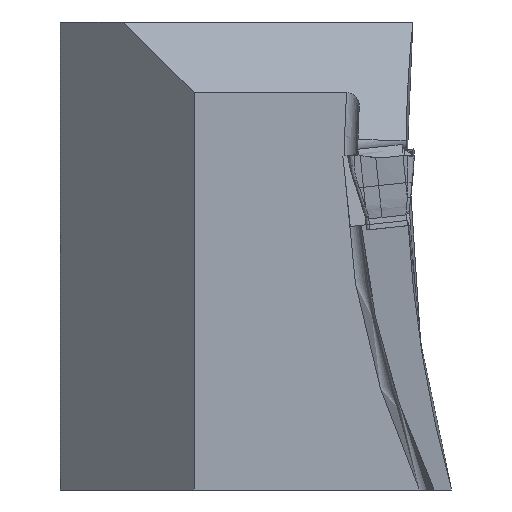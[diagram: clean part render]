
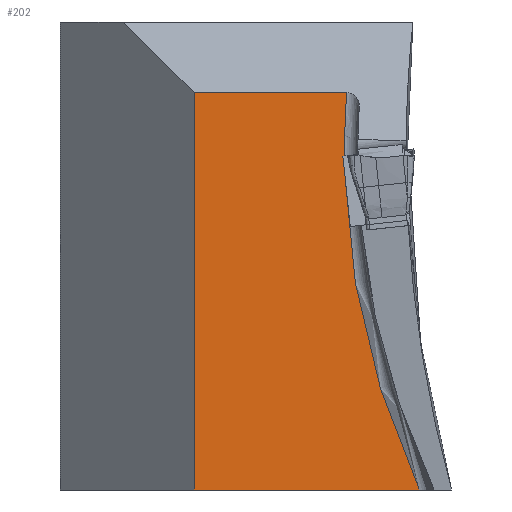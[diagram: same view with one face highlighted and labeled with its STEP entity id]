
A CAD part, left-side view. The second image highlights one B-rep face of the part: STEP entity #202.
In plain terms, the highlighted planar face has unit normal (-1, 0, 0).
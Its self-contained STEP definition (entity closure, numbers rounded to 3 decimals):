
#170=PLANE('',#2568);
#202=ADVANCED_FACE('',(#336),#170,.F.);
#336=FACE_OUTER_BOUND('',#460,.T.);
#460=EDGE_LOOP('',(#949,#950,#951,#952,#953,#954,#955));
#574=CIRCLE('',#2548,60.);
#577=CIRCLE('',#2567,60.);
#949=ORIENTED_EDGE('',*,*,#1957,.F.);
#950=ORIENTED_EDGE('',*,*,#1993,.F.);
#951=ORIENTED_EDGE('',*,*,#1994,.F.);
#952=ORIENTED_EDGE('',*,*,#1961,.T.);
#953=ORIENTED_EDGE('',*,*,#1995,.F.);
#954=ORIENTED_EDGE('',*,*,#1996,.F.);
#955=ORIENTED_EDGE('',*,*,#1997,.F.);
#1682=VERTEX_POINT('',#2881);
#1683=VERTEX_POINT('',#2883);
#1684=VERTEX_POINT('',#2918);
#1685=VERTEX_POINT('',#2920);
#1706=VERTEX_POINT('',#3010);
#1707=VERTEX_POINT('',#3013);
#1708=VERTEX_POINT('',#3015);
#1957=EDGE_CURVE('',#1682,#1683,#574,.T.);
#1961=EDGE_CURVE('',#1685,#1684,#2344,.T.);
#1993=EDGE_CURVE('',#1706,#1682,#2367,.T.);
#1994=EDGE_CURVE('',#1685,#1706,#2368,.T.);
#1995=EDGE_CURVE('',#1707,#1684,#577,.T.);
#1996=EDGE_CURVE('',#1708,#1707,#2369,.T.);
#1997=EDGE_CURVE('',#1683,#1708,#2370,.T.);
#2344=LINE('',#2919,#2433);
#2367=LINE('',#3009,#2456);
#2368=LINE('',#3011,#2457);
#2369=LINE('',#3014,#2458);
#2370=LINE('',#3016,#2459);
#2433=VECTOR('',#2624,1.);
#2456=VECTOR('',#2681,1.);
#2457=VECTOR('',#2682,1.);
#2458=VECTOR('',#2685,1.);
#2459=VECTOR('',#2686,1.);
#2548=AXIS2_PLACEMENT_3D('',#2882,#2619,#2620);
#2567=AXIS2_PLACEMENT_3D('',#3012,#2683,#2684);
#2568=AXIS2_PLACEMENT_3D('',#3017,#2687,#2688);
#2619=DIRECTION('',(-1.,0.,0.));
#2620=DIRECTION('',(0.,0.,-1.));
#2624=DIRECTION('',(0.,-1.,0.));
#2681=DIRECTION('',(0.,-1.,0.));
#2682=DIRECTION('',(0.,0.,1.));
#2683=DIRECTION('',(-1.,0.,0.));
#2684=DIRECTION('',(0.,0.,-1.));
#2685=DIRECTION('',(0.,-0.105,-0.995));
#2686=DIRECTION('',(0.,0.995,-0.105));
#2687=DIRECTION('',(1.,0.,0.));
#2688=DIRECTION('',(0.,0.,-1.));
#2881=CARTESIAN_POINT('',(10.,-46.411,4.709));
#2882=CARTESIAN_POINT('',(10.,-106.249,0.3));
#2883=CARTESIAN_POINT('',(10.,-46.25,-0.008));
#2918=CARTESIAN_POINT('',(10.,-51.844,-25.));
#2919=CARTESIAN_POINT('',(10.,-25.,-25.));
#2920=CARTESIAN_POINT('',(10.,-35.,-25.));
#3009=CARTESIAN_POINT('',(10.,-106.249,4.709));
#3010=CARTESIAN_POINT('',(10.,-35.,4.709));
#3011=CARTESIAN_POINT('',(10.,-35.,10.));
#3012=CARTESIAN_POINT('',(10.,-106.249,0.3));
#3013=CARTESIAN_POINT('',(10.,-46.276,-1.499));
#3014=CARTESIAN_POINT('',(10.,-46.744,-5.954));
#3015=CARTESIAN_POINT('',(10.,-46.121,-0.022));
#3016=CARTESIAN_POINT('',(10.,-105.626,6.233));
#3017=CARTESIAN_POINT('',(10.,-106.249,0.3));
